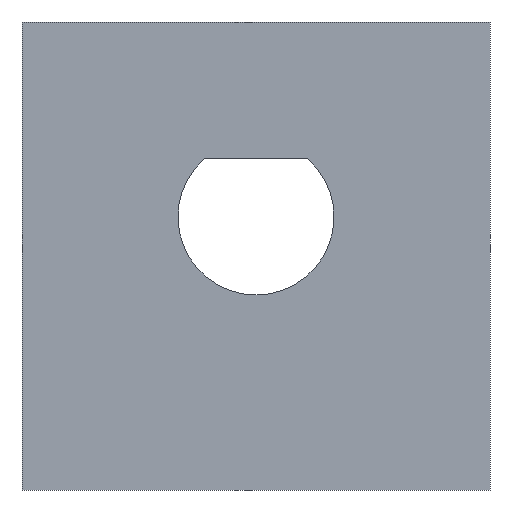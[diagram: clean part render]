
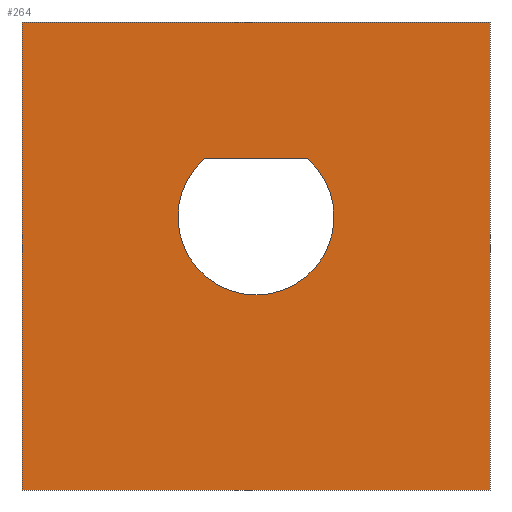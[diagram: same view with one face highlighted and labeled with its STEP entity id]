
A CAD part, front view. The second image highlights one B-rep face of the part: STEP entity #264.
In plain terms, the highlighted planar face has unit normal (0, -1, 0).
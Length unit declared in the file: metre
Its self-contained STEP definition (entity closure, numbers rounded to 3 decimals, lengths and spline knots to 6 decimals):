
#18=CIRCLE('',#298,0.004);
#74=ORIENTED_EDGE('',*,*,#126,.F.);
#75=ORIENTED_EDGE('',*,*,#127,.F.);
#76=ORIENTED_EDGE('',*,*,#105,.T.);
#77=ORIENTED_EDGE('',*,*,#111,.F.);
#78=ORIENTED_EDGE('',*,*,#98,.F.);
#79=ORIENTED_EDGE('',*,*,#102,.T.);
#98=EDGE_CURVE('',#134,#135,#158,.T.);
#102=EDGE_CURVE('',#134,#137,#162,.T.);
#105=EDGE_CURVE('',#137,#139,#165,.T.);
#111=EDGE_CURVE('',#135,#139,#171,.T.);
#126=EDGE_CURVE('',#152,#153,#180,.T.);
#127=EDGE_CURVE('',#153,#152,#18,.T.);
#134=VERTEX_POINT('',#383);
#135=VERTEX_POINT('',#385);
#137=VERTEX_POINT('',#391);
#139=VERTEX_POINT('',#397);
#152=VERTEX_POINT('',#440);
#153=VERTEX_POINT('',#441);
#158=LINE('',#384,#186);
#162=LINE('',#392,#190);
#165=LINE('',#398,#193);
#171=LINE('',#409,#199);
#180=LINE('',#439,#208);
#186=VECTOR('',#309,1.);
#190=VECTOR('',#315,1.);
#193=VECTOR('',#320,1.);
#199=VECTOR('',#328,1.);
#208=VECTOR('',#363,1.);
#222=EDGE_LOOP('',(#74,#75));
#223=EDGE_LOOP('',(#76,#77,#78,#79));
#238=FACE_BOUND('',#222,.T.);
#239=FACE_BOUND('',#223,.T.);
#251=PLANE('',#297);
#264=ADVANCED_FACE('',(#238,#239),#251,.T.);
#297=AXIS2_PLACEMENT_3D('',#438,#361,#362);
#298=AXIS2_PLACEMENT_3D('',#442,#364,#365);
#309=DIRECTION('',(0.,0.,1.));
#315=DIRECTION('',(1.,0.,0.));
#320=DIRECTION('',(0.,0.,1.));
#328=DIRECTION('',(1.,0.,0.));
#361=DIRECTION('',(0.,-1.,0.));
#362=DIRECTION('',(1.,0.,0.));
#363=DIRECTION('',(-1.,0.,0.));
#364=DIRECTION('',(0.,-1.,0.));
#365=DIRECTION('',(0.,0.,-1.));
#383=CARTESIAN_POINT('',(0.,-0.015,0.));
#384=CARTESIAN_POINT('',(0.,-0.015,0.013));
#385=CARTESIAN_POINT('',(0.,-0.015,0.024));
#391=CARTESIAN_POINT('',(0.024,-0.015,0.));
#392=CARTESIAN_POINT('',(0.00105,-0.015,0.));
#397=CARTESIAN_POINT('',(0.024,-0.015,0.024));
#398=CARTESIAN_POINT('',(0.024,-0.015,0.012));
#409=CARTESIAN_POINT('',(0.00105,-0.015,0.024));
#438=CARTESIAN_POINT('',(0.012,-0.015,0.012));
#439=CARTESIAN_POINT('',(0.012,-0.015,0.017));
#440=CARTESIAN_POINT('',(0.014646,-0.015,0.017));
#441=CARTESIAN_POINT('',(0.009354,-0.015,0.017));
#442=CARTESIAN_POINT('',(0.012,-0.015,0.014));
